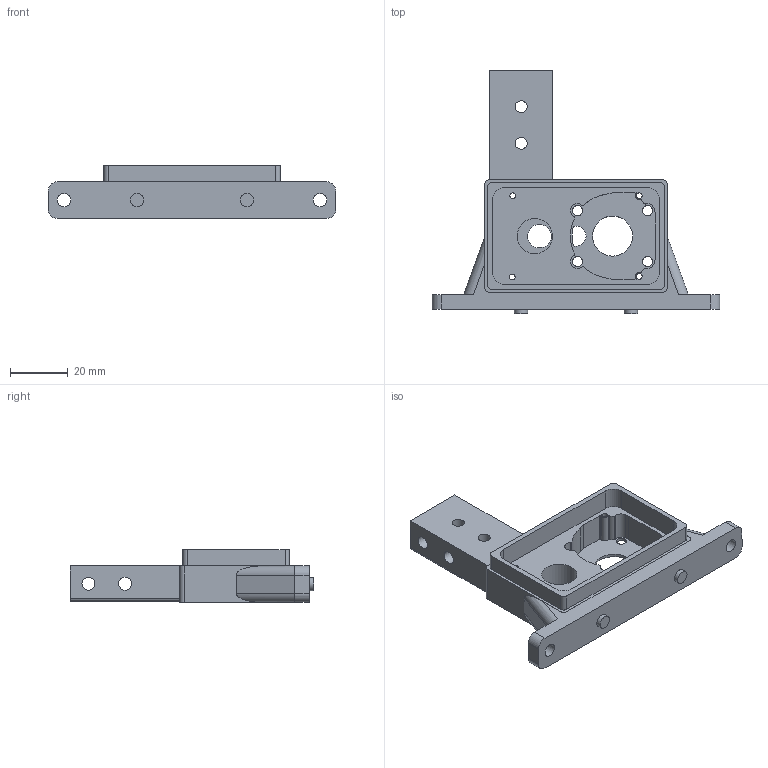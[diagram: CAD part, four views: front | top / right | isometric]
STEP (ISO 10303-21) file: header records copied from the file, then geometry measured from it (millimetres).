
FILE_DESCRIPTION(/* description */ (''),/* implementation_level */ '2;1');
FILE_NAME(/* name */ 'Lifted Drive Motor Mount (mirror).step',/* time_stamp */ '2024-06-28T04:19:43-05:00',/* author */ (''),/* organization */ (''),/* preprocessor_version */ 'ST-DEVELOPER v20',/* originating_system */ 'Autodesk Translation Framework v13.14.0.145',/* authorisation */ '');
FILE_SCHEMA (('AUTOMOTIVE_DESIGN { 1 0 10303 214 3 1 1 }'));
Length unit declared in the file: inch
Products named in the file (5): Lifted Drive Motor Mount_MIR; Custom Motor Cap_MIR; Part2_MIR; Base_MIR; Nested channel coupler 
Assembly tree (4 placements, depth 3):
  Lifted Drive Motor Mount_MIR
    Custom Motor Cap_MIR
      Part2_MIR
    Base_MIR
    Nested channel coupler 
Bounding box: 99.87 x 84.6 x 18.36 mm (x, y, z)
Volume: 38311.3 mm3; surface area: 20188.6 mm2
Topology: 3 solids, 3 shells, 135 faces, 363 edges, 242 vertices
Faces by surface type: cylinder 68, plane 53, bspline 14
Full cylindrical faces by diameter (mm): 2 x4, 3.5 x4, 4.166 x4, 4.521 x2, 4.623 x4, 8.2 x1, 12.228 x1, 13.9 x1
Entity records: 4605 total; most frequent: CARTESIAN_POINT 907, DIRECTION 771, ORIENTED_EDGE 726, EDGE_CURVE 363, AXIS2_PLACEMENT_3D 286, VERTEX_POINT 242, LINE 199, VECTOR 199
